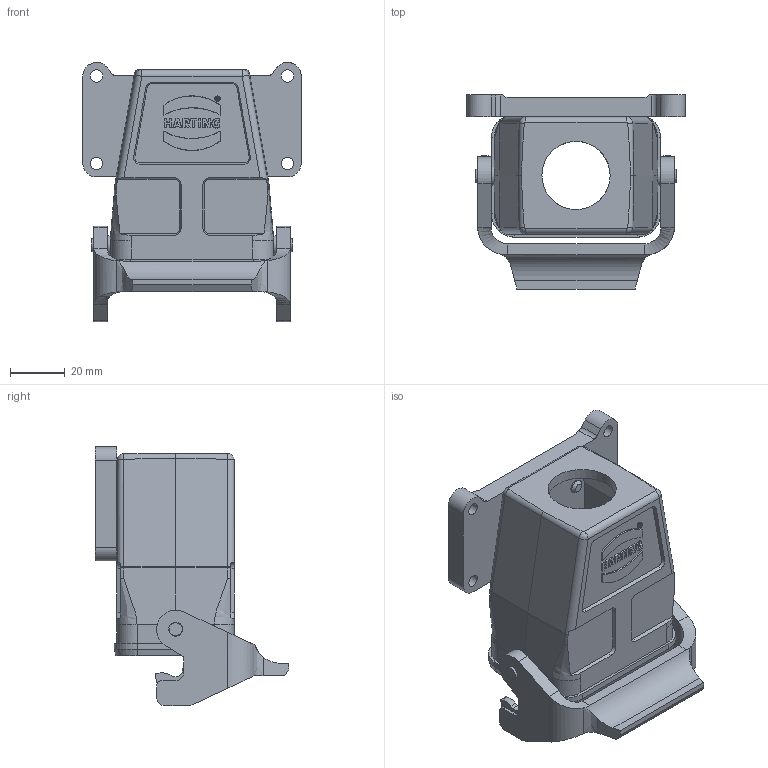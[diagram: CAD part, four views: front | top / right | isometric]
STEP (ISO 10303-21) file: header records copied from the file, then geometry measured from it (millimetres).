
FILE_DESCRIPTION(/* description */ (''),/* implementation_level */ '2;1');
FILE_NAME(/* name */ '100095628ugm000_d.stp',/* time_stamp */ '2020-02-25T12:43:53+01:00',/* author */ (''),/* organization */ (''),/* preprocessor_version */ 'ST-DEVELOPER v16.7',/* originating_system */ 'SIEMENS PLM Software NX 12.0',/* authorisation */ '');
FILE_SCHEMA (('AUTOMOTIVE_DESIGN { 1 0 10303 214 3 1 1 1 }'));
Length unit declared in the file: millimetre
Products named in the file (1): 100095628ugm000_d
Bounding box: 80 x 71 x 95 mm (x, y, z)
Volume: 80154.8 mm3; surface area: 44360.2 mm2
Topology: 2 solids, 3 shells, 509 faces, 1341 edges, 865 vertices
Faces by surface type: plane 305, cylinder 121, cone 40, bspline 29, torus 10, sphere 4
Full cylindrical faces by diameter (mm): 3 x4, 4 x2, 4.5 x4, 4.8 x2, 5 x4, 5.1 x2, 7 x2, 8 x3, 9 x3, 25 x1
Entity records: 18365 total; most frequent: CARTESIAN_POINT 4268, ORIENTED_EDGE 2526, DIRECTION 2373, EDGE_CURVE 1263, VERTEX_POINT 841, LINE 811, VECTOR 811, AXIS2_PLACEMENT_3D 781
